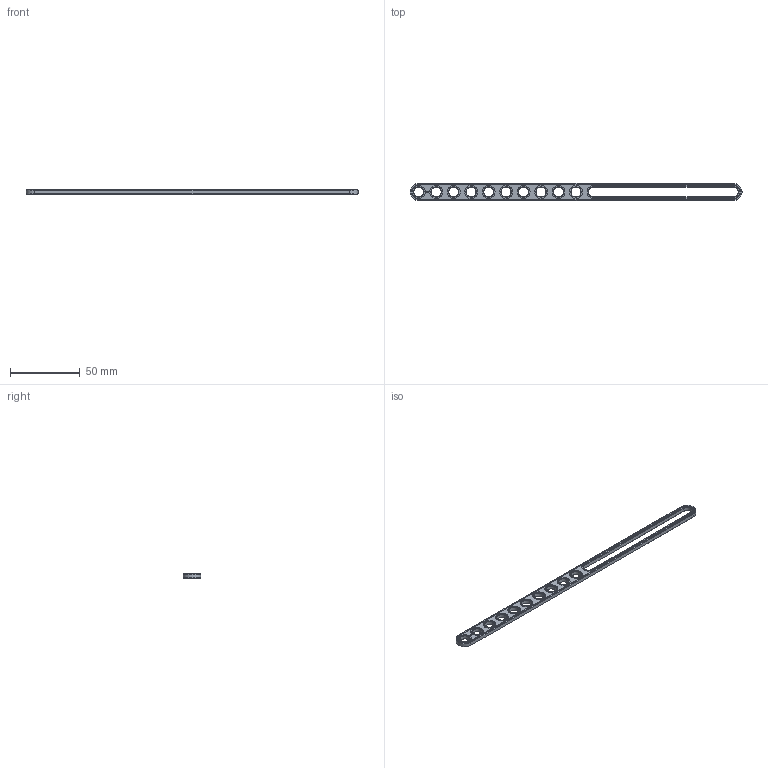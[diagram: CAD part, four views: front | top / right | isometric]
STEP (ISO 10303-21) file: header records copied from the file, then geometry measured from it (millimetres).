
FILE_DESCRIPTION(('FreeCAD Model'),'2;1');
FILE_NAME('Open CASCADE Shape Model','2021-02-26T22:23:48',( 'Paulo Kiefe'),('STEMFIE.org'),'Open CASCADE STEP processor 7.4', 'FreeCAD','Unknown');
FILE_SCHEMA(('AUTOMOTIVE_DESIGN { 1 0 10303 214 1 1 1 1 }'));
Length unit declared in the file: millimetre
Products named in the file (1): Brace_STR_SLT_SE_ERR_-_BU19x01x00.25x09_SPN-BRC-0265_(stemfie.org)
Bounding box: 237.5 x 12.5 x 3.12 mm (x, y, z)
Volume: 5427.8 mm3; surface area: 6409.8 mm2
Topology: 1 solids, 1 shells, 611 faces, 1666 edges, 1102 vertices
Faces by surface type: plane 339, extrusion 216, cone 28, cylinder 28
Full cylindrical faces by diameter (mm): 7 x10, 9.2 x10
Entity records: 42560 total; most frequent: CARTESIAN_POINT 10852, DIRECTION 4990, VECTOR 3974, LINE 3758, ORIENTED_EDGE 3332, PCURVE 3332, DEFINITIONAL_REPRESENTATION 3332, EDGE_CURVE 1666
